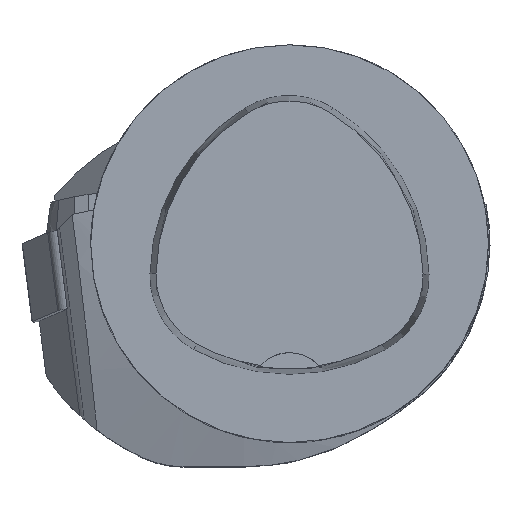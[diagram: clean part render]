
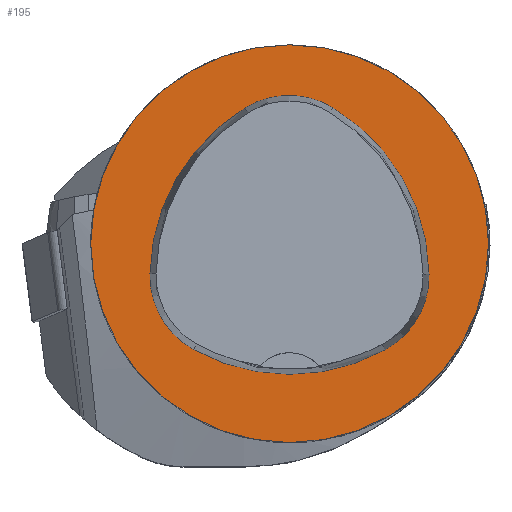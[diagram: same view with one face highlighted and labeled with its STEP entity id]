
A CAD part, top view. The second image highlights one B-rep face of the part: STEP entity #195.
In plain terms, the highlighted planar face has unit normal (0, 0, 1).
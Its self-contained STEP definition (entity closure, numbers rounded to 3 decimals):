
#86=FACE_BOUND('',#439,.T.);
#87=FACE_BOUND('',#440,.T.);
#195=ADVANCED_FACE('',(#86,#87),#272,.T.);
#272=PLANE('',#1885);
#439=EDGE_LOOP('',(#722,#723,#724,#725,#726,#727));
#440=EDGE_LOOP('',(#728));
#518=CIRCLE('',#1853,20.);
#519=CIRCLE('',#1863,20.);
#521=CIRCLE('',#1866,8.5);
#523=CIRCLE('',#1869,20.);
#525=CIRCLE('',#1872,8.5);
#529=CIRCLE('',#1877,20.);
#531=CIRCLE('',#1880,8.5);
#722=ORIENTED_EDGE('',*,*,#1308,.T.);
#723=ORIENTED_EDGE('',*,*,#1288,.T.);
#724=ORIENTED_EDGE('',*,*,#1292,.T.);
#725=ORIENTED_EDGE('',*,*,#1295,.T.);
#726=ORIENTED_EDGE('',*,*,#1298,.T.);
#727=ORIENTED_EDGE('',*,*,#1306,.T.);
#728=ORIENTED_EDGE('',*,*,#1271,.F.);
#1091=VERTEX_POINT('',#2765);
#1108=VERTEX_POINT('',#2800);
#1109=VERTEX_POINT('',#2801);
#1112=VERTEX_POINT('',#2809);
#1114=VERTEX_POINT('',#2815);
#1116=VERTEX_POINT('',#2821);
#1123=VERTEX_POINT('',#2842);
#1271=EDGE_CURVE('',#1091,#1091,#518,.T.);
#1288=EDGE_CURVE('',#1108,#1109,#519,.T.);
#1292=EDGE_CURVE('',#1109,#1112,#521,.T.);
#1295=EDGE_CURVE('',#1112,#1114,#523,.T.);
#1298=EDGE_CURVE('',#1114,#1116,#525,.T.);
#1306=EDGE_CURVE('',#1116,#1123,#529,.T.);
#1308=EDGE_CURVE('',#1123,#1108,#531,.T.);
#1853=AXIS2_PLACEMENT_3D('',#2764,#2122,#2123);
#1863=AXIS2_PLACEMENT_3D('',#2799,#2150,#2151);
#1866=AXIS2_PLACEMENT_3D('',#2808,#2158,#2159);
#1869=AXIS2_PLACEMENT_3D('',#2814,#2165,#2166);
#1872=AXIS2_PLACEMENT_3D('',#2820,#2172,#2173);
#1877=AXIS2_PLACEMENT_3D('',#2843,#2184,#2185);
#1880=AXIS2_PLACEMENT_3D('',#2846,#2190,#2191);
#1885=AXIS2_PLACEMENT_3D('',#2851,#2200,#2201);
#2122=DIRECTION('',(0.,0.,-1.));
#2123=DIRECTION('',(-1.,0.,0.));
#2150=DIRECTION('',(0.,0.,-1.));
#2151=DIRECTION('',(-1.,0.,0.));
#2158=DIRECTION('',(0.,0.,-1.));
#2159=DIRECTION('',(-1.,0.,0.));
#2165=DIRECTION('',(0.,0.,-1.));
#2166=DIRECTION('',(-1.,0.,0.));
#2172=DIRECTION('',(0.,0.,-1.));
#2173=DIRECTION('',(-1.,0.,0.));
#2184=DIRECTION('',(0.,0.,-1.));
#2185=DIRECTION('',(-1.,0.,0.));
#2190=DIRECTION('',(0.,0.,-1.));
#2191=DIRECTION('',(-1.,0.,0.));
#2200=DIRECTION('',(0.,0.,1.));
#2201=DIRECTION('',(1.,0.,0.));
#2764=CARTESIAN_POINT('',(0.,0.,0.));
#2765=CARTESIAN_POINT('',(-20.,0.,0.));
#2799=CARTESIAN_POINT('',(5.955,-3.414,0.));
#2800=CARTESIAN_POINT('',(-14.041,-3.042,0.));
#2801=CARTESIAN_POINT('',(-4.472,13.653,0.));
#2808=CARTESIAN_POINT('',(-0.04,6.4,0.));
#2809=CARTESIAN_POINT('',(4.347,13.68,0.));
#2814=CARTESIAN_POINT('',(-5.976,-3.45,0.));
#2815=CARTESIAN_POINT('',(14.021,-3.075,0.));
#2820=CARTESIAN_POINT('',(5.522,-3.235,0.));
#2821=CARTESIAN_POINT('',(9.588,-10.699,0.));
#2842=CARTESIAN_POINT('',(-9.655,-10.639,0.));
#2843=CARTESIAN_POINT('',(0.022,6.864,0.));
#2846=CARTESIAN_POINT('',(-5.543,-3.2,0.));
#2851=CARTESIAN_POINT('',(0.,0.,0.));
